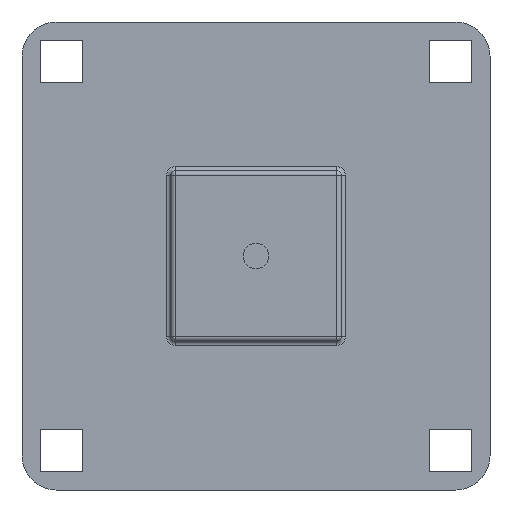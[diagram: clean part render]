
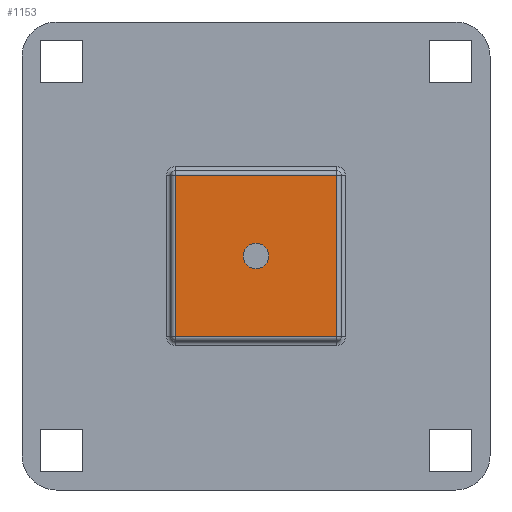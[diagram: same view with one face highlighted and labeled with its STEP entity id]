
A CAD part, front view. The second image highlights one B-rep face of the part: STEP entity #1153.
In plain terms, the highlighted planar face has unit normal (0, -1, 0).
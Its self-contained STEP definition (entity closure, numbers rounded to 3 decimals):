
#23 = DIRECTION ( 'NONE',  ( 0., 0., -1. ) ) ;
#33 = VECTOR ( 'NONE', #1430, 1000. ) ;
#86 = AXIS2_PLACEMENT_3D ( 'NONE', #693, #217, #1621 ) ;
#196 = CIRCLE ( 'NONE', #447, 3. ) ;
#217 = DIRECTION ( 'NONE',  ( 0., -1., 0. ) ) ;
#249 = VERTEX_POINT ( 'NONE', #1220 ) ;
#257 = CIRCLE ( 'NONE', #443, 3. ) ;
#266 = ORIENTED_EDGE ( 'NONE', *, *, #1002, .F. ) ;
#282 = DIRECTION ( 'NONE',  ( 0., 0., -1. ) ) ;
#365 = CARTESIAN_POINT ( 'NONE',  ( 70., -4., -69. ) ) ;
#372 = LINE ( 'NONE', #890, #387 ) ;
#376 = CARTESIAN_POINT ( 'NONE',  ( 50., -4., -50. ) ) ;
#387 = VECTOR ( 'NONE', #23, 1000. ) ;
#392 = EDGE_CURVE ( 'NONE', #1475, #249, #766, .T. ) ;
#426 = ORIENTED_EDGE ( 'NONE', *, *, #563, .F. ) ;
#443 = AXIS2_PLACEMENT_3D ( 'NONE', #376, #1164, #1029 ) ;
#447 = AXIS2_PLACEMENT_3D ( 'NONE', #768, #1027, #282 ) ;
#523 = EDGE_LOOP ( 'NONE', ( #1541, #1527, #1041, #1114 ) ) ;
#563 = EDGE_CURVE ( 'NONE', #910, #965, #196, .T. ) ;
#598 = FACE_OUTER_BOUND ( 'NONE', #523, .T. ) ;
#621 = DIRECTION ( 'NONE',  ( 0., 0., 1. ) ) ;
#693 = CARTESIAN_POINT ( 'NONE',  ( 0., -4., 0. ) ) ;
#737 = VECTOR ( 'NONE', #1400, 1000. ) ;
#743 = LINE ( 'NONE', #365, #737 ) ;
#766 = LINE ( 'NONE', #889, #886 ) ;
#768 = CARTESIAN_POINT ( 'NONE',  ( 50., -4., -50. ) ) ;
#844 = FACE_BOUND ( 'NONE', #1549, .T. ) ;
#867 = LINE ( 'NONE', #1257, #33 ) ;
#886 = VECTOR ( 'NONE', #621, 1000. ) ;
#889 = CARTESIAN_POINT ( 'NONE',  ( 69., -4., -30. ) ) ;
#890 = CARTESIAN_POINT ( 'NONE',  ( 31., -4., -70. ) ) ;
#893 = CARTESIAN_POINT ( 'NONE',  ( 50., -4., -53. ) ) ;
#910 = VERTEX_POINT ( 'NONE', #1038 ) ;
#965 = VERTEX_POINT ( 'NONE', #893 ) ;
#1002 = EDGE_CURVE ( 'NONE', #965, #910, #257, .T. ) ;
#1027 = DIRECTION ( 'NONE',  ( 0., -1., 0. ) ) ;
#1029 = DIRECTION ( 'NONE',  ( 0., 0., -1. ) ) ;
#1038 = CARTESIAN_POINT ( 'NONE',  ( 50., -4., -47. ) ) ;
#1041 = ORIENTED_EDGE ( 'NONE', *, *, #1378, .T. ) ;
#1093 = PLANE ( 'NONE',  #86 ) ;
#1114 = ORIENTED_EDGE ( 'NONE', *, *, #1356, .T. ) ;
#1153 = ADVANCED_FACE ( 'NONE', ( #598, #844 ), #1093, .T. ) ;
#1164 = DIRECTION ( 'NONE',  ( 0., -1., 0. ) ) ;
#1174 = CARTESIAN_POINT ( 'NONE',  ( 31., -4., -69. ) ) ;
#1220 = CARTESIAN_POINT ( 'NONE',  ( 69., -4., -31. ) ) ;
#1257 = CARTESIAN_POINT ( 'NONE',  ( 30., -4., -31. ) ) ;
#1356 = EDGE_CURVE ( 'NONE', #1425, #1475, #743, .T. ) ;
#1378 = EDGE_CURVE ( 'NONE', #1570, #1425, #372, .T. ) ;
#1400 = DIRECTION ( 'NONE',  ( 1., 0., 0. ) ) ;
#1425 = VERTEX_POINT ( 'NONE', #1174 ) ;
#1430 = DIRECTION ( 'NONE',  ( -1., 0., 0. ) ) ;
#1475 = VERTEX_POINT ( 'NONE', #1495 ) ;
#1485 = EDGE_CURVE ( 'NONE', #249, #1570, #867, .T. ) ;
#1495 = CARTESIAN_POINT ( 'NONE',  ( 69., -4., -69. ) ) ;
#1527 = ORIENTED_EDGE ( 'NONE', *, *, #1485, .T. ) ;
#1541 = ORIENTED_EDGE ( 'NONE', *, *, #392, .T. ) ;
#1549 = EDGE_LOOP ( 'NONE', ( #426, #266 ) ) ;
#1570 = VERTEX_POINT ( 'NONE', #1644 ) ;
#1621 = DIRECTION ( 'NONE',  ( 0., 0., -1. ) ) ;
#1644 = CARTESIAN_POINT ( 'NONE',  ( 31., -4., -31. ) ) ;
